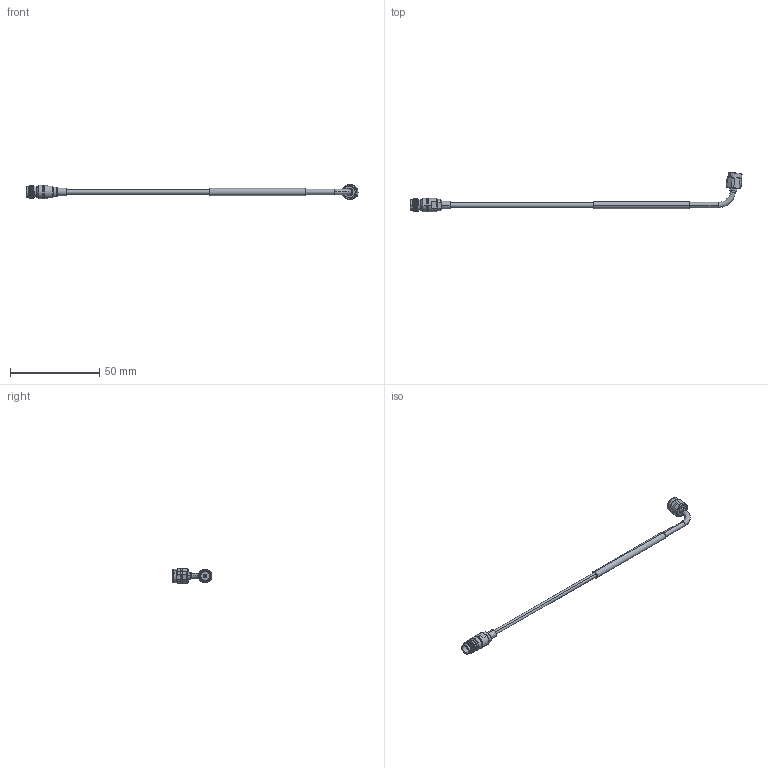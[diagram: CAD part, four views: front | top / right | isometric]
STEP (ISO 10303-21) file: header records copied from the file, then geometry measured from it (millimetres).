
FILE_DESCRIPTION (( 'STEP AP214' ), '1' );
FILE_NAME ('CW-VVR-F10-R1.STEP', '2024-12-16T19:11:41', ( '' ), ( '' ), 'SwSTEP 2.0', 'SolidWorks 2021', '' );
FILE_SCHEMA (( 'AUTOMOTIVE_DESIGN' ));
Length unit declared in the file: inch
Products named in the file (1): CW-VVR-F10-R1
Bounding box: 185.66 x 22.19 x 8.56 mm (x, y, z)
Volume: 2310.7 mm3; surface area: 2905.6 mm2
Topology: 5 solids, 5 shells, 161 faces, 368 edges, 232 vertices
Faces by surface type: cylinder 68, plane 46, cone 37, bspline 10
Entity records: 8093 total; most frequent: CARTESIAN_POINT 2297, DIRECTION 787, ORIENTED_EDGE 736, EDGE_CURVE 368, AXIS2_PLACEMENT_3D 325, VERTEX_POINT 232, EDGE_LOOP 176, CIRCLE 173
